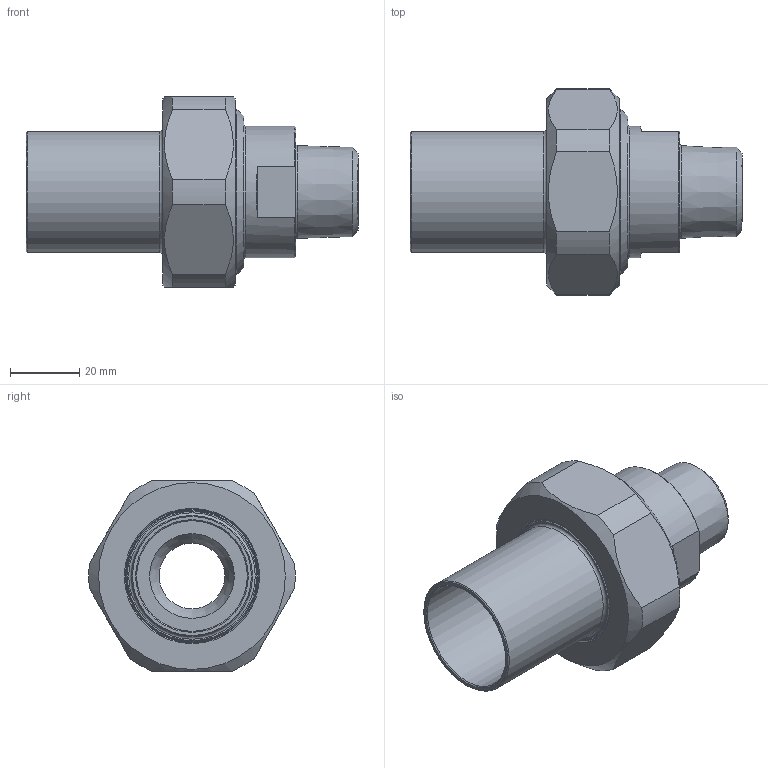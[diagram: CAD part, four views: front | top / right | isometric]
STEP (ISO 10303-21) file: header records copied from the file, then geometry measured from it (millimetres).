
FILE_DESCRIPTION(/* description */ (''),/* implementation_level */ '2;1');
FILE_NAME(/* name */ '3D_R666-PE-UG-35-DN40-DN20_171130965.stp',/* time_stamp */ '2021-07-16T11:53:08+02:00',/* author */ ('cad'),/* organization */ (''),/* preprocessor_version */ 'ST-DEVELOPER v18.1',/* originating_system */ 'Autodesk Inventor 2022',/* authorisation */ '');
FILE_SCHEMA (('AUTOMOTIVE_DESIGN { 1 0 10303 214 3 1 1 }'));
Length unit declared in the file: millimetre
Products named in the file (4): 3D_R666-PE-UG-35-DN40-DN20_171130965; 3D_R666-M-DN40_17113950; 3D_R666-UG-DN20-DN40_17113645; 3D_R666-PE-35-DN40_17113480
Assembly tree (3 placements, depth 2):
  3D_R666-PE-UG-35-DN40-DN20_171130965
    3D_R666-M-DN40_17113950
    3D_R666-UG-DN20-DN40_17113645
    3D_R666-PE-35-DN40_17113480
Bounding box: 96 x 59.67 x 55 mm (x, y, z)
Volume: 69440.2 mm3; surface area: 30758.7 mm2
Topology: 3 solids, 3 shells, 60 faces, 143 edges, 94 vertices
Faces by surface type: plane 21, cone 19, cylinder 15, torus 5
Full cylindrical faces by diameter (mm): 19 x1, 32 x1, 35 x1, 38 x2, 38.5 x1, 44 x1, 44.845 x1, 47.7 x1
Entity records: 1915 total; most frequent: DIRECTION 342, CARTESIAN_POINT 336, ORIENTED_EDGE 286, AXIS2_PLACEMENT_3D 148, EDGE_CURVE 143, VERTEX_POINT 94, CIRCLE 79, EDGE_LOOP 71
